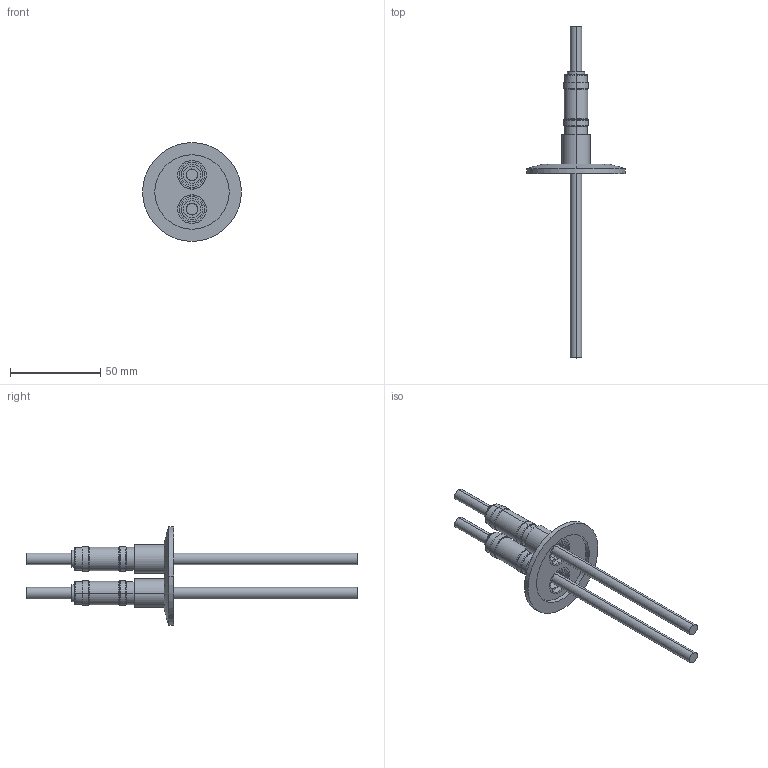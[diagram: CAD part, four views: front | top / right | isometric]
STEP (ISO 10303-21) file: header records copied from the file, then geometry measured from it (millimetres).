
FILE_DESCRIPTION (( 'STEP AP214' ), '1' );
FILE_NAME ('120XST040-5-150-2.step', '2017-07-10T09:34:44', ( 'install' ), ( '' ), 'SwSTEP 2.0', 'SolidWorks 2015', '' );
FILE_SCHEMA (( 'AUTOMOTIVE_DESIGN' ));
Length unit declared in the file: inch
Products named in the file (1): 120XST040-5-150-2
Bounding box: 54.86 x 184.15 x 54.86 mm (x, y, z)
Surface area: 20415.5 mm2 (no closed solid volume)
Topology: 0 solids, 16 shells, 112 faces, 258 edges, 174 vertices
Faces by surface type: cylinder 66, plane 28, cone 14, bspline 4
Entity records: 4637 total; most frequent: CARTESIAN_POINT 1935, DIRECTION 618, ORIENTED_EDGE 464, AXIS2_PLACEMENT_3D 269, EDGE_CURVE 258, VERTEX_POINT 174, CIRCLE 160, EDGE_LOOP 138
